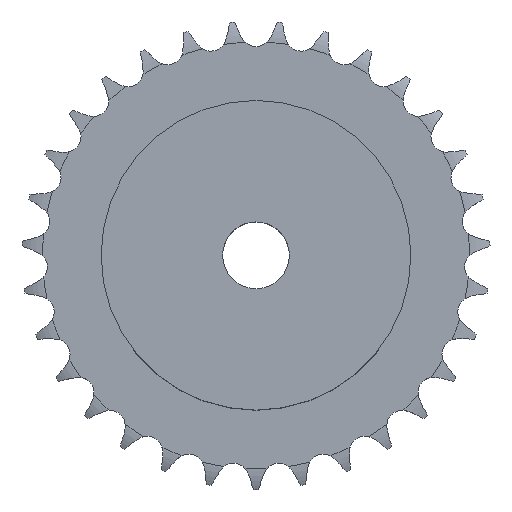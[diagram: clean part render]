
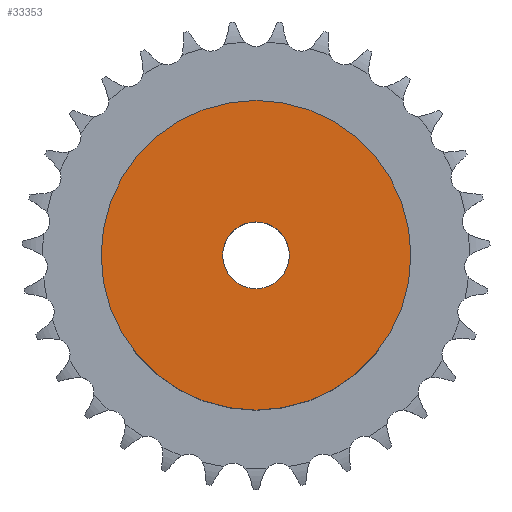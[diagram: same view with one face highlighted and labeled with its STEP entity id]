
A CAD part, top view. The second image highlights one B-rep face of the part: STEP entity #33353.
In plain terms, the highlighted planar face has unit normal (0, 0, 1).
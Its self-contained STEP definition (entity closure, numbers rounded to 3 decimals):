
#3999 = CYLINDRICAL_SURFACE('',#4000,32.5);
#4000 = AXIS2_PLACEMENT_3D('',#4001,#4002,#4003);
#4001 = CARTESIAN_POINT('',(0.,0.,0.));
#4002 = DIRECTION('',(-0.,-0.,-1.));
#4003 = DIRECTION('',(1.,0.,0.));
#21118 = VERTEX_POINT('',#21119);
#21119 = CARTESIAN_POINT('',(32.5,0.,30.));
#21140 = EDGE_CURVE('',#21118,#21118,#21141,.T.);
#21141 = SURFACE_CURVE('',#21142,(#21147,#21154),.PCURVE_S1.);
#21142 = CIRCLE('',#21143,32.5);
#21143 = AXIS2_PLACEMENT_3D('',#21144,#21145,#21146);
#21144 = CARTESIAN_POINT('',(0.,0.,30.));
#21145 = DIRECTION('',(0.,0.,1.));
#21146 = DIRECTION('',(1.,0.,0.));
#21147 = PCURVE('',#3999,#21148);
#21148 = DEFINITIONAL_REPRESENTATION('',(#21149),#21153);
#21149 = LINE('',#21150,#21151);
#21150 = CARTESIAN_POINT('',(-0.,-30.));
#21151 = VECTOR('',#21152,1.);
#21152 = DIRECTION('',(-1.,0.));
#21153 = ( GEOMETRIC_REPRESENTATION_CONTEXT(2) 
PARAMETRIC_REPRESENTATION_CONTEXT() REPRESENTATION_CONTEXT('2D SPACE',''
  ) );
#21154 = PCURVE('',#21155,#21160);
#21155 = PLANE('',#21156);
#21156 = AXIS2_PLACEMENT_3D('',#21157,#21158,#21159);
#21157 = CARTESIAN_POINT('',(0.,0.,30.)
  );
#21158 = DIRECTION('',(0.,0.,1.));
#21159 = DIRECTION('',(1.,0.,0.));
#21160 = DEFINITIONAL_REPRESENTATION('',(#21161),#21165);
#21161 = CIRCLE('',#21162,32.5);
#21162 = AXIS2_PLACEMENT_2D('',#21163,#21164);
#21163 = CARTESIAN_POINT('',(0.,0.));
#21164 = DIRECTION('',(1.,0.));
#21165 = ( GEOMETRIC_REPRESENTATION_CONTEXT(2) 
PARAMETRIC_REPRESENTATION_CONTEXT() REPRESENTATION_CONTEXT('2D SPACE',''
  ) );
#28272 = CYLINDRICAL_SURFACE('',#28273,7.);
#28273 = AXIS2_PLACEMENT_3D('',#28274,#28275,#28276);
#28274 = CARTESIAN_POINT('',(0.,0.,151.451));
#28275 = DIRECTION('',(0.,0.,1.));
#28276 = DIRECTION('',(1.,0.,0.));
#33353 = ADVANCED_FACE('',(#33354,#33357),#21155,.T.);
#33354 = FACE_BOUND('',#33355,.T.);
#33355 = EDGE_LOOP('',(#33356));
#33356 = ORIENTED_EDGE('',*,*,#21140,.T.);
#33357 = FACE_BOUND('',#33358,.T.);
#33358 = EDGE_LOOP('',(#33359));
#33359 = ORIENTED_EDGE('',*,*,#33360,.F.);
#33360 = EDGE_CURVE('',#33361,#33361,#33363,.T.);
#33361 = VERTEX_POINT('',#33362);
#33362 = CARTESIAN_POINT('',(7.,0.,30.));
#33363 = SURFACE_CURVE('',#33364,(#33369,#33376),.PCURVE_S1.);
#33364 = CIRCLE('',#33365,7.);
#33365 = AXIS2_PLACEMENT_3D('',#33366,#33367,#33368);
#33366 = CARTESIAN_POINT('',(0.,0.,30.));
#33367 = DIRECTION('',(0.,0.,1.));
#33368 = DIRECTION('',(1.,0.,0.));
#33369 = PCURVE('',#21155,#33370);
#33370 = DEFINITIONAL_REPRESENTATION('',(#33371),#33375);
#33371 = CIRCLE('',#33372,7.);
#33372 = AXIS2_PLACEMENT_2D('',#33373,#33374);
#33373 = CARTESIAN_POINT('',(0.,0.));
#33374 = DIRECTION('',(1.,0.));
#33375 = ( GEOMETRIC_REPRESENTATION_CONTEXT(2) 
PARAMETRIC_REPRESENTATION_CONTEXT() REPRESENTATION_CONTEXT('2D SPACE',''
  ) );
#33376 = PCURVE('',#28272,#33377);
#33377 = DEFINITIONAL_REPRESENTATION('',(#33378),#33382);
#33378 = LINE('',#33379,#33380);
#33379 = CARTESIAN_POINT('',(0.,-121.451));
#33380 = VECTOR('',#33381,1.);
#33381 = DIRECTION('',(1.,0.));
#33382 = ( GEOMETRIC_REPRESENTATION_CONTEXT(2) 
PARAMETRIC_REPRESENTATION_CONTEXT() REPRESENTATION_CONTEXT('2D SPACE',''
  ) );
